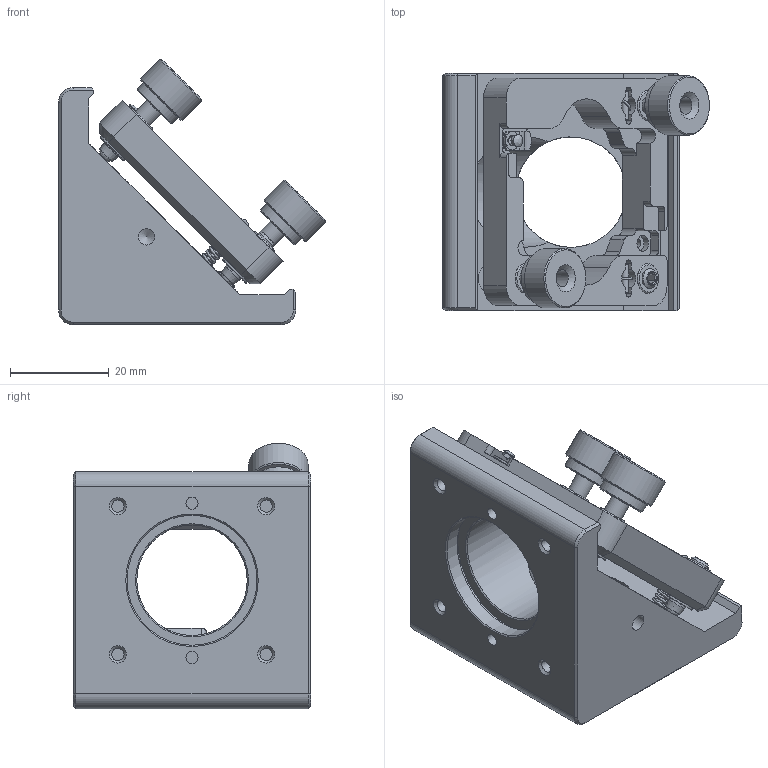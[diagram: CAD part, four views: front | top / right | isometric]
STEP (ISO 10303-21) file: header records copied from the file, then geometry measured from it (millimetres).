
FILE_DESCRIPTION (( 'STEP AP203' ), '1' );
FILE_NAME ('530162.STEP', '2025-05-07T05:34:19', ( 'Windows User' ), ( 'P R C' ), 'SwSTEP 2.0', 'SolidWorks 2020', '' );
FILE_SCHEMA (( 'CONFIG_CONTROL_DESIGN' ));
Length unit declared in the file: millimetre
Products named in the file (1): 530162
Bounding box: 54 x 48 x 53.73 mm (x, y, z)
Volume: 44113.6 mm3; surface area: 20413.8 mm2
Topology: 26 solids, 27 shells, 423 faces, 974 edges, 629 vertices
Faces by surface type: plane 200, cylinder 129, cone 78, bspline 16
Full cylindrical faces by diameter (mm): 1.5 x5, 1.6 x2, 2 x1, 2.1 x1, 2.44 x4, 2.5 x8, 2.9 x3, 2.99 x3, 3.3 x3, 3.5 x2, 3.7 x3, 3.75 x2, 4 x6, 5 x2, 5.1 x1, 5.5 x3, 6 x6, 6.8 x3, 10 x2, 12 x2, 22.352 x2, 26.289 x2, 27.289 x2
Entity records: 16106 total; most frequent: CARTESIAN_POINT 7218, DIRECTION 1890, ORIENTED_EDGE 1538, EDGE_CURVE 769, AXIS2_PLACEMENT_3D 758, EDGE_LOOP 633, VERTEX_POINT 574, FACE_OUTER_BOUND 495
